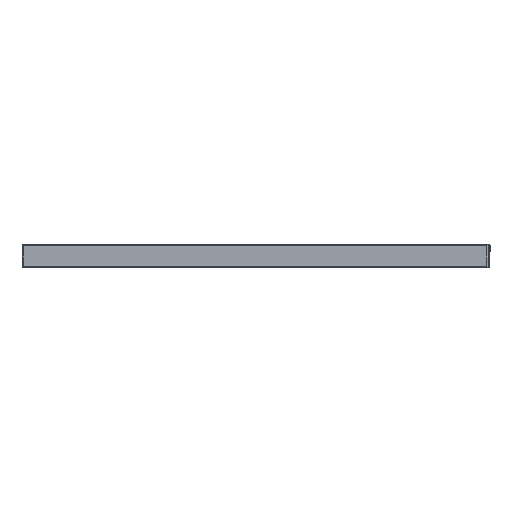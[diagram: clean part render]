
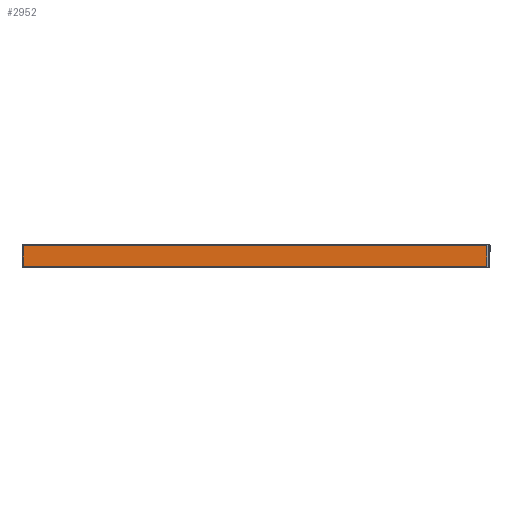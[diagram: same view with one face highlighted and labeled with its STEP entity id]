
A CAD part, front view. The second image highlights one B-rep face of the part: STEP entity #2952.
In plain terms, the highlighted planar face has unit normal (0, -1, 0).
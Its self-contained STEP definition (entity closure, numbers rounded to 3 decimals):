
#2952=ADVANCED_FACE('',(#4709),#4165,.T.);
#4165=PLANE('',#23238);
#4709=FACE_OUTER_BOUND('',#5728,.T.);
#5728=EDGE_LOOP('',(#7279,#7280,#7281,#7282));
#7279=ORIENTED_EDGE('',*,*,#16079,.T.);
#7280=ORIENTED_EDGE('',*,*,#16080,.T.);
#7281=ORIENTED_EDGE('',*,*,#16081,.T.);
#7282=ORIENTED_EDGE('',*,*,#16082,.T.);
#13831=VERTEX_POINT('',#31819);
#13832=VERTEX_POINT('',#31820);
#13833=VERTEX_POINT('',#31822);
#13834=VERTEX_POINT('',#31824);
#16079=EDGE_CURVE('',#13831,#13832,#19349,.T.);
#16080=EDGE_CURVE('',#13832,#13833,#19350,.T.);
#16081=EDGE_CURVE('',#13833,#13834,#19351,.T.);
#16082=EDGE_CURVE('',#13834,#13831,#19352,.T.);
#19349=LINE('',#31818,#21277);
#19350=LINE('',#31821,#21278);
#19351=LINE('',#31823,#21279);
#19352=LINE('',#31825,#21280);
#21277=VECTOR('',#25461,1.);
#21278=VECTOR('',#25462,1.);
#21279=VECTOR('',#25463,1.);
#21280=VECTOR('',#25464,1.);
#23238=AXIS2_PLACEMENT_3D('',#31826,#25465,#25466);
#25461=DIRECTION('',(-1.,0.,0.));
#25462=DIRECTION('',(0.,0.,-1.));
#25463=DIRECTION('',(1.,0.,0.));
#25464=DIRECTION('',(0.,0.,1.));
#25465=DIRECTION('',(0.,-1.,0.));
#25466=DIRECTION('',(0.,0.,-1.));
#31818=CARTESIAN_POINT('',(150.,0.,14.25));
#31819=CARTESIAN_POINT('',(299.275,0.,14.25));
#31820=CARTESIAN_POINT('',(0.725,0.,14.25));
#31821=CARTESIAN_POINT('',(0.725,0.,0.));
#31822=CARTESIAN_POINT('',(0.725,0.,0.75));
#31823=CARTESIAN_POINT('',(150.,0.,0.75));
#31824=CARTESIAN_POINT('',(299.275,0.,0.75));
#31825=CARTESIAN_POINT('',(299.275,0.,0.));
#31826=CARTESIAN_POINT('',(150.,0.,0.));
